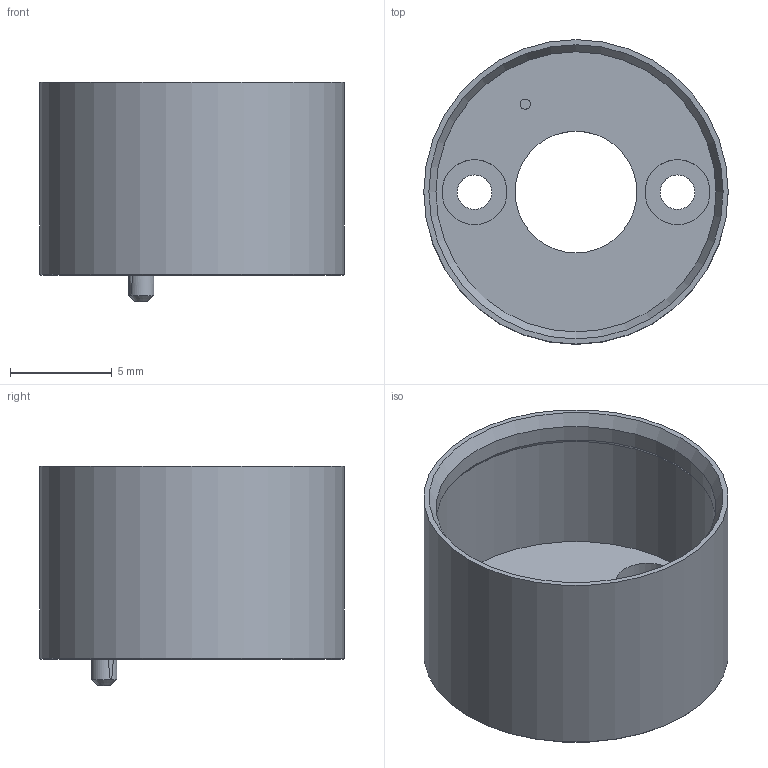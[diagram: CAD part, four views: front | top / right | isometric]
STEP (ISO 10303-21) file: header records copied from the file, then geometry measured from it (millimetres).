
FILE_DESCRIPTION(/* description */ (''),/* implementation_level */ '2;1');
FILE_NAME(/* name */ '15-A_flange_b.stp',/* time_stamp */ '2016-08-22T08:09:53+02:00',/* author */ ('DR. FRITZ FAULHABER GmbH & Co. KG'),/* organization */ ('DR. FRITZ FAULHABER GmbH & Co. KG'),/* preprocessor_version */ 'ST-DEVELOPER v16',/* originating_system */ 'SIEMENS PLM Software NX 10.0',/* authorisation */ '');
FILE_SCHEMA (('AUTOMOTIVE_DESIGN { 1 0 10303 214 3 1 1 1 }'));
Length unit declared in the file: millimetre
Products named in the file (1): 15-X_Gesamt
Bounding box: 15 x 15 x 10.8 mm (x, y, z)
Volume: 437.1 mm3; surface area: 1133.3 mm2
Topology: 1 solids, 1 shells, 23 faces, 50 edges, 34 vertices
Faces by surface type: cylinder 10, plane 7, cone 4, extrusion 2
Full cylindrical faces by diameter (mm): 0.5 x1, 1.25 x1, 1.7 x2, 3.2 x2, 6 x1, 13.8 x1, 14 x1, 15 x1
Entity records: 627 total; most frequent: CARTESIAN_POINT 143, DIRECTION 102, ORIENTED_EDGE 64, AXIS2_PLACEMENT_3D 50, EDGE_LOOP 48, FACE_BOUND 44, EDGE_CURVE 32, VERTEX_POINT 30
